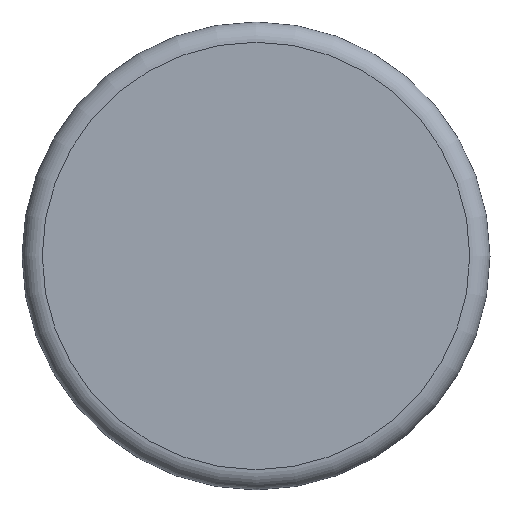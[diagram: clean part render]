
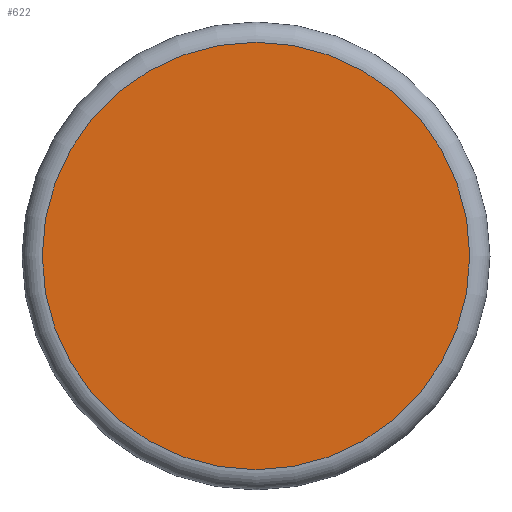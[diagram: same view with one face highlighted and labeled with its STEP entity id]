
A CAD part, top view. The second image highlights one B-rep face of the part: STEP entity #622.
In plain terms, the highlighted planar face has unit normal (0, 0, 1).
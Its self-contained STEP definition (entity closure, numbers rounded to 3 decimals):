
#555 = TOROIDAL_SURFACE('',#556,4.75,0.45);
#556 = AXIS2_PLACEMENT_3D('',#557,#558,#559);
#557 = CARTESIAN_POINT('',(0.,0.,0.15));
#558 = DIRECTION('',(0.,0.,1.));
#559 = DIRECTION('',(1.,0.,0.));
#572 = VERTEX_POINT('',#573);
#573 = CARTESIAN_POINT('',(4.75,0.,0.6));
#595 = EDGE_CURVE('',#572,#572,#596,.T.);
#596 = SURFACE_CURVE('',#597,(#602,#609),.PCURVE_S1.);
#597 = CIRCLE('',#598,4.75);
#598 = AXIS2_PLACEMENT_3D('',#599,#600,#601);
#599 = CARTESIAN_POINT('',(0.,0.,0.6));
#600 = DIRECTION('',(0.,0.,-1.));
#601 = DIRECTION('',(1.,0.,0.));
#602 = PCURVE('',#555,#603);
#603 = DEFINITIONAL_REPRESENTATION('',(#604),#608);
#604 = LINE('',#605,#606);
#605 = CARTESIAN_POINT('',(-0.,7.854));
#606 = VECTOR('',#607,1.);
#607 = DIRECTION('',(-1.,0.));
#608 = ( GEOMETRIC_REPRESENTATION_CONTEXT(2) 
PARAMETRIC_REPRESENTATION_CONTEXT() REPRESENTATION_CONTEXT('2D SPACE',''
  ) );
#609 = PCURVE('',#610,#615);
#610 = PLANE('',#611);
#611 = AXIS2_PLACEMENT_3D('',#612,#613,#614);
#612 = CARTESIAN_POINT('',(0.,0.,0.6));
#613 = DIRECTION('',(0.,0.,-1.));
#614 = DIRECTION('',(1.,-0.,0.));
#615 = DEFINITIONAL_REPRESENTATION('',(#616),#620);
#616 = CIRCLE('',#617,4.75);
#617 = AXIS2_PLACEMENT_2D('',#618,#619);
#618 = CARTESIAN_POINT('',(0.,0.));
#619 = DIRECTION('',(1.,-0.));
#620 = ( GEOMETRIC_REPRESENTATION_CONTEXT(2) 
PARAMETRIC_REPRESENTATION_CONTEXT() REPRESENTATION_CONTEXT('2D SPACE',''
  ) );
#622 = ADVANCED_FACE('',(#623),#610,.F.);
#623 = FACE_BOUND('',#624,.T.);
#624 = EDGE_LOOP('',(#625));
#625 = ORIENTED_EDGE('',*,*,#595,.F.);
